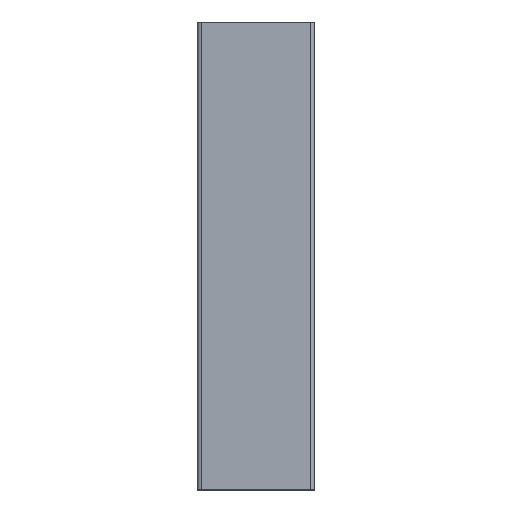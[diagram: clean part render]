
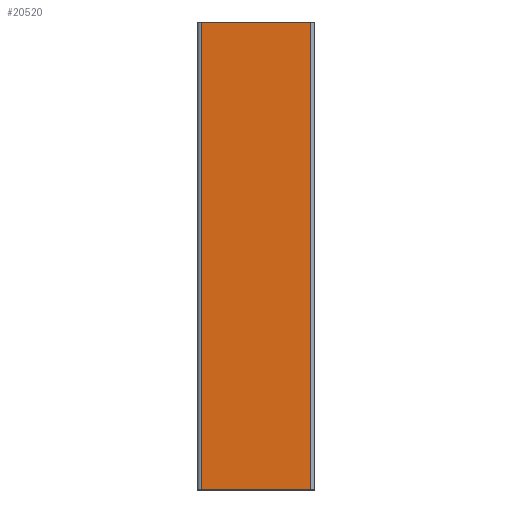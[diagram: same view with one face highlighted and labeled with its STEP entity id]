
A CAD part, front view. The second image highlights one B-rep face of the part: STEP entity #20520.
In plain terms, the highlighted planar face has unit normal (0, -1, 0).
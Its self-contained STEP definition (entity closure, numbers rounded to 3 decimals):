
#14640=CARTESIAN_POINT('',(73.,0.,149.8));
#14650=VERTEX_POINT('',#14640);
#20150=CARTESIAN_POINT('',(75.,0.,0.));
#20160=DIRECTION('',(-0.,-1.,-0.));
#20170=DIRECTION('',(-1.,0.,0.));
#20180=AXIS2_PLACEMENT_3D('',#20150,#20160,#20170);
#20190=PLANE('',#20180);
#20200=CARTESIAN_POINT('',(0.,0.,
-149.8));
#20210=DIRECTION('',(1.,0.,0.));
#20220=VECTOR('',#20210,1.);
#20230=LINE('',#20200,#20220);
#20240=CARTESIAN_POINT('',(3.,0.,-149.8));
#20250=VERTEX_POINT('',#20240);
#20260=CARTESIAN_POINT('',(73.,0.,-149.8));
#20270=VERTEX_POINT('',#20260);
#20280=EDGE_CURVE('',#20250,#20270,#20230,.T.);
#20290=ORIENTED_EDGE('',*,*,#20280,.T.);
#20300=CARTESIAN_POINT('',(3.,0.,0.));
#20310=DIRECTION('',(0.,0.,1.));
#20320=VECTOR('',#20310,1.);
#20330=LINE('',#20300,#20320);
#20340=CARTESIAN_POINT('',(3.,0.,149.8));
#20350=VERTEX_POINT('',#20340);
#20360=EDGE_CURVE('',#20250,#20350,#20330,.T.);
#20370=ORIENTED_EDGE('',*,*,#20360,.F.);
#20380=CARTESIAN_POINT('',(0.,0.,
149.8));
#20390=DIRECTION('',(1.,0.,0.));
#20400=VECTOR('',#20390,1.);
#20410=LINE('',#20380,#20400);
#20420=EDGE_CURVE('',#20350,#14650,#20410,.T.);
#20430=ORIENTED_EDGE('',*,*,#20420,.F.);
#20440=CARTESIAN_POINT('',(73.,0.,0.));
#20450=DIRECTION('',(0.,0.,1.));
#20460=VECTOR('',#20450,1.);
#20470=LINE('',#20440,#20460);
#20480=EDGE_CURVE('',#20270,#14650,#20470,.T.);
#20490=ORIENTED_EDGE('',*,*,#20480,.T.);
#20500=EDGE_LOOP('',(#20490,#20430,#20370,#20290));
#20510=FACE_OUTER_BOUND('',#20500,.T.);
#20520=ADVANCED_FACE('',(#20510),#20190,.T.);
